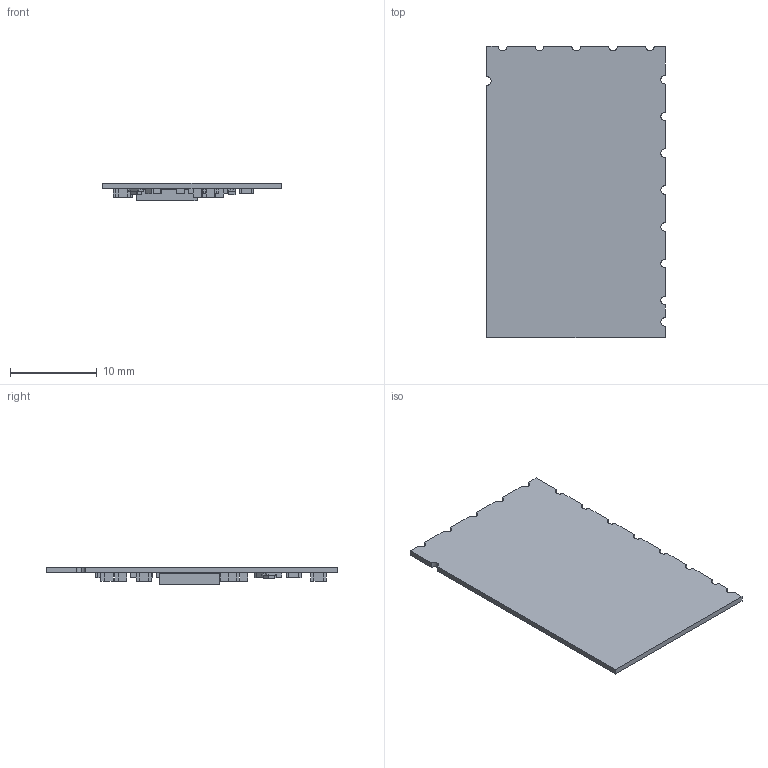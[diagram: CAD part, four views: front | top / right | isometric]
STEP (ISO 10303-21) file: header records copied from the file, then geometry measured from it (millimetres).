
FILE_DESCRIPTION(('Open CASCADE Model'),'2;1');
FILE_NAME('Open CASCADE Shape Model','2021-07-26T15:44:24',('Author'),( 'Open CASCADE'),'Open CASCADE STEP processor 6.8','Open CASCADE 6.8' ,'Unknown');
FILE_SCHEMA(('AUTOMOTIVE_DESIGN { 1 0 10303 214 1 1 1 1 }'));
Length unit declared in the file: millimetre
Products named in the file (68): PCB; Board; Open CASCADE STEP translator 6.8 1.1.1; Open CASCADE STEP translator 6.8 1.1.1.1; C.3; 5968055088; Extruded; 5968054528; R22; 5968054208; 5968053808; R21; R20; R19; R18; U1; 5968053248; R17; R16; R15; 5967740848; 5967740288; R14; R11; R10; 5967730608; 5967730288; R9; R8; R7; R6; R5; R4; R3; R1; 5967737888; 5967737648; D3; WL-SMCW_0603_LED; housing ...
Assembly tree (147 placements, depth 4):
  PCB
    Board
      Open CASCADE STEP translator 6.8 1.1.1
        Open CASCADE STEP translator 6.8 1.1.1.1
    C.3
      5968055088  x2
        Extruded
      5968054528
        Extruded
    R22
      5968054208  x2
        Extruded
      5968053808
        Extruded
    R21
      5968054208  x2
        Extruded
      5968053808
        Extruded
    R20
      5968054208  x2
        Extruded
      5968053808
        Extruded
    R19
      5968054208  x2
        Extruded
      5968053808
        Extruded
    R18
      5968054208  x2
        Extruded
      5968053808
        Extruded
    U1
      5968053248
        Extruded
    R17
      5968054208  x2
        Extruded
      5968053808
        Extruded
    R16
      5968054208  x2
        Extruded
      5968053808
        Extruded
    R15
      5967740848  x2
        Extruded
      5967740288
        Extruded
    R14
      5967740288
        Extruded
      5967740848  x2
        Extruded
    R11
      5968054208  x2
        Extruded
Bounding box: 20.59 x 33.58 x 2.02 mm (x, y, z)
Volume: 531.7 mm3; surface area: 1898.7 mm2
Topology: 102 solids, 102 shells, 740 faces, 1570 edges, 1028 vertices
Faces by surface type: plane 692, cylinder 40, sphere 8
Entity records: 7438 total; most frequent: DIRECTION 1130, CARTESIAN_POINT 1013, ORIENTED_EDGE 828, EDGE_CURVE 414, AXIS2_PLACEMENT_3D 387, LINE 356, VECTOR 356, VERTEX_POINT 270
